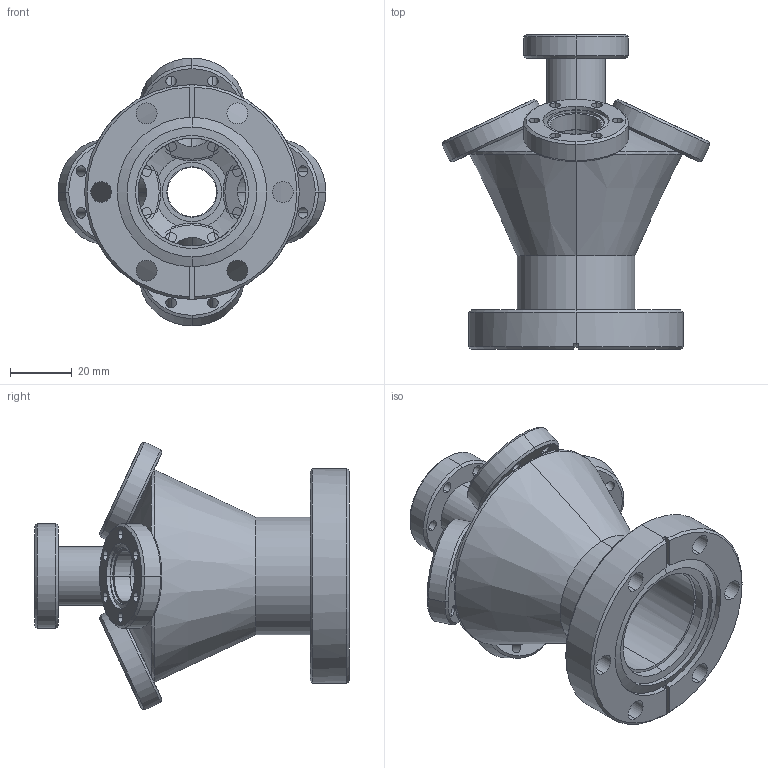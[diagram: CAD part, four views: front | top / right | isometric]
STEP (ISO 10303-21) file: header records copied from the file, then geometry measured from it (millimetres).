
FILE_DESCRIPTION (( 'STEP AP214' ), '1' );
FILE_NAME ('9808F1NW-10, RFH275-133-4C.STEP', '2019-05-01T19:20:21', ( '' ), ( '' ), 'SwSTEP 2.0', 'SolidWorks 2010', '' );
FILE_SCHEMA (( 'AUTOMOTIVE_DESIGN' ));
Length unit declared in the file: inch
Products named in the file (1): 9808F1NW-10, RFH275-133-4C
Bounding box: 86.55 x 101.7 x 86.55 mm (x, y, z)
Surface area: 48371.8 mm2 (no closed solid volume)
Topology: 0 solids, 7 shells, 214 faces, 572 edges, 364 vertices
Faces by surface type: cylinder 140, cone 42, plane 32
Entity records: 10033 total; most frequent: CARTESIAN_POINT 1593, DIRECTION 1266, ORIENTED_EDGE 1088, EDGE_CURVE 572, AXIS2_PLACEMENT_3D 533, VERTEX_POINT 364, CIRCLE 318, EDGE_LOOP 310
